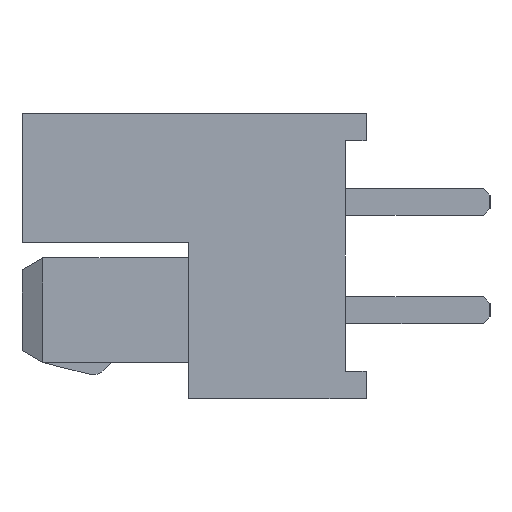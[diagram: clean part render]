
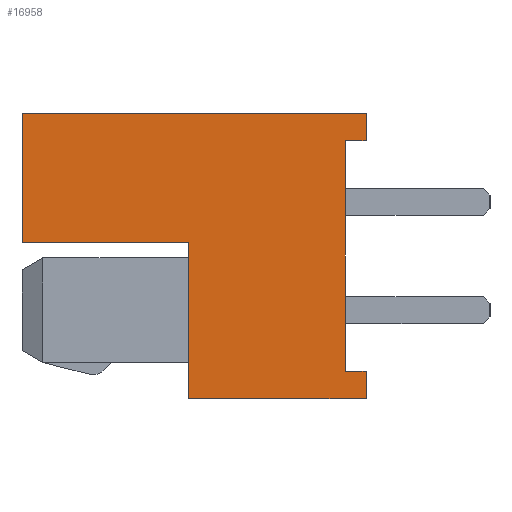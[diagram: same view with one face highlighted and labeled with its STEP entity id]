
A CAD part, left-side view. The second image highlights one B-rep face of the part: STEP entity #16958.
In plain terms, the highlighted planar face has unit normal (-1, 0, 0).
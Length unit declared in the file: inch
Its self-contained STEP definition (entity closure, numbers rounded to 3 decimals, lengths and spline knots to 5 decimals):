
#502=ORIENTED_EDGE('',*,*,#5498,.F.);
#503=ORIENTED_EDGE('',*,*,#5499,.F.);
#504=ORIENTED_EDGE('',*,*,#5182,.F.);
#505=ORIENTED_EDGE('',*,*,#5060,.F.);
#506=ORIENTED_EDGE('',*,*,#5090,.F.);
#507=ORIENTED_EDGE('',*,*,#5383,.T.);
#508=ORIENTED_EDGE('',*,*,#5381,.T.);
#509=ORIENTED_EDGE('',*,*,#5489,.T.);
#510=ORIENTED_EDGE('',*,*,#5487,.F.);
#511=ORIENTED_EDGE('',*,*,#5500,.F.);
#5060=EDGE_CURVE('',#7572,#7573,#9192,.T.);
#5090=EDGE_CURVE('',#7599,#7572,#9222,.T.);
#5182=EDGE_CURVE('',#7573,#7688,#9314,.T.);
#5381=EDGE_CURVE('',#7871,#7881,#9513,.T.);
#5383=EDGE_CURVE('',#7599,#7871,#9515,.T.);
#5487=EDGE_CURVE('',#7975,#7973,#9619,.T.);
#5489=EDGE_CURVE('',#7881,#7973,#9621,.T.);
#5498=EDGE_CURVE('',#7982,#7983,#9630,.T.);
#5499=EDGE_CURVE('',#7688,#7982,#9631,.T.);
#5500=EDGE_CURVE('',#7983,#7975,#9632,.T.);
#7572=VERTEX_POINT('',#22917);
#7573=VERTEX_POINT('',#22919);
#7599=VERTEX_POINT('',#22980);
#7688=VERTEX_POINT('',#23164);
#7871=VERTEX_POINT('',#23536);
#7881=VERTEX_POINT('',#23556);
#7973=VERTEX_POINT('',#23760);
#7975=VERTEX_POINT('',#23764);
#7982=VERTEX_POINT('',#23787);
#7983=VERTEX_POINT('',#23788);
#9192=LINE('',#22918,#11702);
#9222=LINE('',#22981,#11732);
#9314=LINE('',#23163,#11824);
#9513=LINE('',#23557,#12023);
#9515=LINE('',#23560,#12025);
#9619=LINE('',#23765,#12129);
#9621=LINE('',#23768,#12131);
#9630=LINE('',#23786,#12140);
#9631=LINE('',#23789,#12141);
#9632=LINE('',#23790,#12142);
#11702=VECTOR('',#18685,39.37008);
#11732=VECTOR('',#18727,39.37008);
#11824=VECTOR('',#18823,39.37008);
#12023=VECTOR('',#19024,39.37008);
#12025=VECTOR('',#19028,39.37008);
#12129=VECTOR('',#19146,39.37008);
#12131=VECTOR('',#19150,39.37008);
#12140=VECTOR('',#19165,39.37008);
#12141=VECTOR('',#19166,39.37008);
#12142=VECTOR('',#19167,39.37008);
#14311=EDGE_LOOP('',(#502,#503,#504,#505,#506,#507,#508,#509,#510,#511));
#15247=FACE_BOUND('',#14311,.T.);
#16103=PLANE('',#17840);
#16958=ADVANCED_FACE('',(#15247),#16103,.F.);
#17840=AXIS2_PLACEMENT_3D('',#23785,#19163,#19164);
#18685=DIRECTION('',(0.,1.,0.));
#18727=DIRECTION('',(0.,0.,-1.));
#18823=DIRECTION('',(0.,0.,1.));
#19024=DIRECTION('',(0.,0.,1.));
#19028=DIRECTION('',(0.,1.,0.));
#19146=DIRECTION('',(0.,0.,-1.));
#19150=DIRECTION('',(0.,-1.,0.));
#19163=DIRECTION('',(1.,0.,0.));
#19164=DIRECTION('',(0.,0.,-1.));
#19165=DIRECTION('',(0.,0.,1.));
#19166=DIRECTION('',(0.,1.,0.));
#19167=DIRECTION('',(0.,-1.,0.));
#22917=CARTESIAN_POINT('',(-0.8179,0.,-0.10375));
#22918=CARTESIAN_POINT('',(-0.8179,0.,-0.10375));
#22919=CARTESIAN_POINT('',(-0.8179,0.129,-0.10375));
#22980=CARTESIAN_POINT('',(-0.8179,0.,-0.08375));
#22981=CARTESIAN_POINT('',(-0.8179,0.,0.10375));
#23163=CARTESIAN_POINT('',(-0.8179,0.129,-0.12465));
#23164=CARTESIAN_POINT('',(-0.8179,0.129,0.01));
#23536=CARTESIAN_POINT('',(-0.8179,0.015,-0.08375));
#23556=CARTESIAN_POINT('',(-0.8179,0.015,0.08375));
#23557=CARTESIAN_POINT('',(-0.8179,0.015,-0.08375));
#23560=CARTESIAN_POINT('',(-0.8179,0.,-0.08375));
#23760=CARTESIAN_POINT('',(-0.8179,0.,0.08375));
#23764=CARTESIAN_POINT('',(-0.8179,0.,0.10375));
#23765=CARTESIAN_POINT('',(-0.8179,0.,0.10375));
#23768=CARTESIAN_POINT('',(-0.8179,0.015,0.08375));
#23785=CARTESIAN_POINT('',(-0.8179,0.,0.));
#23786=CARTESIAN_POINT('',(-0.8179,0.25,-0.10375));
#23787=CARTESIAN_POINT('',(-0.8179,0.25,0.01));
#23788=CARTESIAN_POINT('',(-0.8179,0.25,0.10375));
#23789=CARTESIAN_POINT('',(-0.8179,0.129,0.01));
#23790=CARTESIAN_POINT('',(-0.8179,0.25,0.10375));
